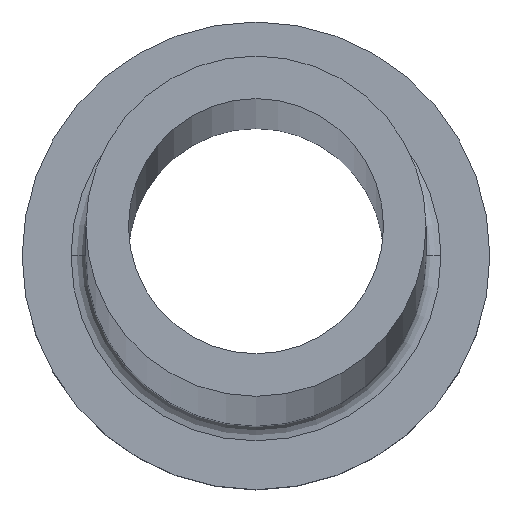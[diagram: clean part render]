
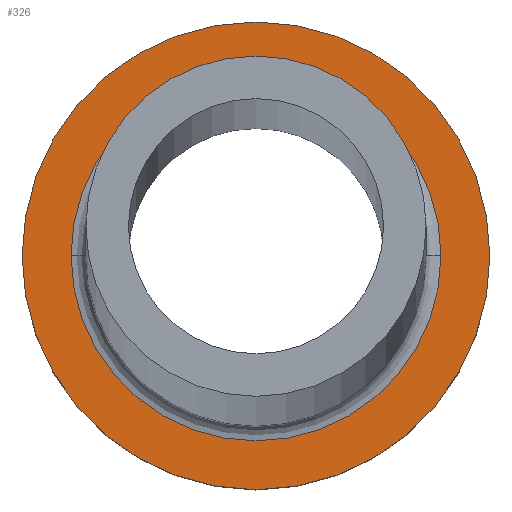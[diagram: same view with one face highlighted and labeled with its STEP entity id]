
A CAD part, top view. The second image highlights one B-rep face of the part: STEP entity #326.
In plain terms, the highlighted planar face has unit normal (0, 0, 1).
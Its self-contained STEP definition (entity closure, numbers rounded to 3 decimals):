
#13 = DIRECTION ( 'NONE',  ( 1., 0., 0. ) ) ;
#14 = VERTEX_POINT ( 'NONE', #59 ) ;
#16 = PLANE ( 'NONE',  #298 ) ;
#20 = VERTEX_POINT ( 'NONE', #146 ) ;
#22 = CARTESIAN_POINT ( 'NONE',  ( 0., 0., 7. ) ) ;
#24 = CIRCLE ( 'NONE', #260, 11. ) ;
#31 = DIRECTION ( 'NONE',  ( 0., 0., -1. ) ) ;
#32 = CIRCLE ( 'NONE', #343, 8.7 ) ;
#39 = CIRCLE ( 'NONE', #194, 8.7 ) ;
#42 = CARTESIAN_POINT ( 'NONE',  ( 0., 0., 7. ) ) ;
#59 = CARTESIAN_POINT ( 'NONE',  ( 11., 0., 7. ) ) ;
#70 = EDGE_LOOP ( 'NONE', ( #335, #355 ) ) ;
#76 = CARTESIAN_POINT ( 'NONE',  ( -8.7, 0., 7. ) ) ;
#89 = ORIENTED_EDGE ( 'NONE', *, *, #276, .T. ) ;
#99 = ORIENTED_EDGE ( 'NONE', *, *, #179, .T. ) ;
#122 = AXIS2_PLACEMENT_3D ( 'NONE', #195, #243, #322 ) ;
#129 = DIRECTION ( 'NONE',  ( 0., 0., -1. ) ) ;
#130 = DIRECTION ( 'NONE',  ( 0., 0., 1. ) ) ;
#142 = EDGE_CURVE ( 'NONE', #20, #167, #32, .T. ) ;
#146 = CARTESIAN_POINT ( 'NONE',  ( 8.7, 0., 7. ) ) ;
#151 = DIRECTION ( 'NONE',  ( 1., 0., 0. ) ) ;
#159 = VERTEX_POINT ( 'NONE', #227 ) ;
#167 = VERTEX_POINT ( 'NONE', #76 ) ;
#179 = EDGE_CURVE ( 'NONE', #159, #14, #379, .T. ) ;
#194 = AXIS2_PLACEMENT_3D ( 'NONE', #22, #31, #13 ) ;
#195 = CARTESIAN_POINT ( 'NONE',  ( 0., 0., 7. ) ) ;
#227 = CARTESIAN_POINT ( 'NONE',  ( -11., 0., 7. ) ) ;
#243 = DIRECTION ( 'NONE',  ( 0., 0., 1. ) ) ;
#255 = DIRECTION ( 'NONE',  ( 1., 0., 0. ) ) ;
#260 = AXIS2_PLACEMENT_3D ( 'NONE', #307, #301, #151 ) ;
#272 = EDGE_CURVE ( 'NONE', #167, #20, #39, .T. ) ;
#276 = EDGE_CURVE ( 'NONE', #14, #159, #24, .T. ) ;
#281 = FACE_BOUND ( 'NONE', #70, .T. ) ;
#298 = AXIS2_PLACEMENT_3D ( 'NONE', #42, #130, #255 ) ;
#301 = DIRECTION ( 'NONE',  ( 0., 0., 1. ) ) ;
#307 = CARTESIAN_POINT ( 'NONE',  ( 0., 0., 7. ) ) ;
#316 = FACE_OUTER_BOUND ( 'NONE', #337, .T. ) ;
#322 = DIRECTION ( 'NONE',  ( 1., 0., 0. ) ) ;
#326 = ADVANCED_FACE ( 'NONE', ( #281, #316 ), #16, .T. ) ;
#335 = ORIENTED_EDGE ( 'NONE', *, *, #142, .T. ) ;
#336 = DIRECTION ( 'NONE',  ( 1., 0., 0. ) ) ;
#337 = EDGE_LOOP ( 'NONE', ( #99, #89 ) ) ;
#343 = AXIS2_PLACEMENT_3D ( 'NONE', #346, #129, #336 ) ;
#346 = CARTESIAN_POINT ( 'NONE',  ( 0., 0., 7. ) ) ;
#355 = ORIENTED_EDGE ( 'NONE', *, *, #272, .T. ) ;
#379 = CIRCLE ( 'NONE', #122, 11. ) ;
